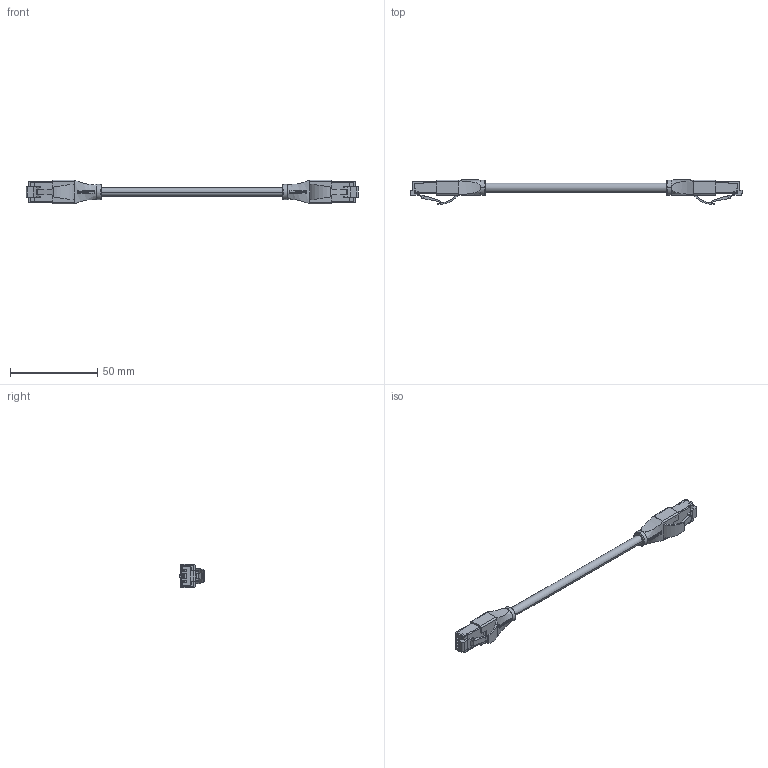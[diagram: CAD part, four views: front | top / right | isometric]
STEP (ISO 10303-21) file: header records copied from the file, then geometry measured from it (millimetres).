
FILE_DESCRIPTION (( 'STEP AP214' ), '1' );
FILE_NAME ('TMD06014014019-055F_3D.step', '2025-01-21T17:28:51', ( '' ), ( '' ), 'SwSTEP 2.0', 'SolidWorks 2022', '' );
FILE_SCHEMA (( 'AUTOMOTIVE_DESIGN' ));
Length unit declared in the file: inch
Products named in the file (9): 1AY01-036_raised logo; 1AD03-013-MA2; TMD06014014019-055F_3D; TDS8PC5-MA3; 1AD03-013-MA1; 1AD03-013-MA3; 1AD03-013-MA4_crimped strain relief; 1AD03-013_crimped; 1AL03-020_GREEN
Assembly tree (17 placements, depth 3):
  TMD06014014019-055F_3D
    1AD03-013_crimped  x2
      1AD03-013-MA3
      1AD03-013-MA2
      1AD03-013-MA1
      1AD03-013-MA4_crimped strain relief
      TDS8PC5-MA3
    1AL03-020_GREEN
    1AY01-036_raised logo  x2
Bounding box: 190.56 x 14.16 x 13.67 mm (x, y, z)
Volume: 7740.8 mm3; surface area: 12816.1 mm2
Topology: 27 solids, 27 shells, 1596 faces, 4476 edges, 2876 vertices
Faces by surface type: plane 1100, cylinder 316, bspline 136, sphere 36, torus 8
Entity records: 23300 total; most frequent: CARTESIAN_POINT 7036, ORIENTED_EDGE 3602, DIRECTION 2877, EDGE_CURVE 1801, LINE 1203, VECTOR 1203, VERTEX_POINT 1156, AXIS2_PLACEMENT_3D 837
